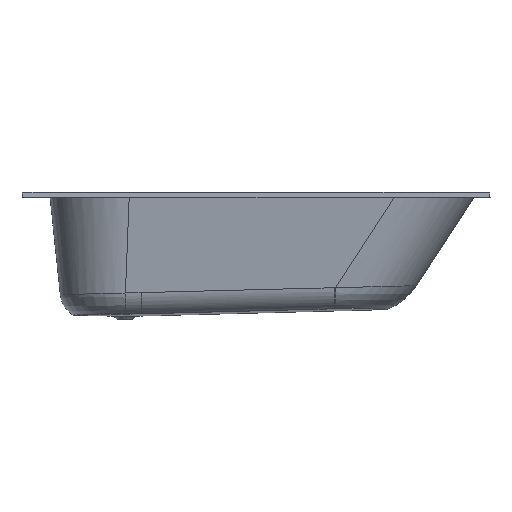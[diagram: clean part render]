
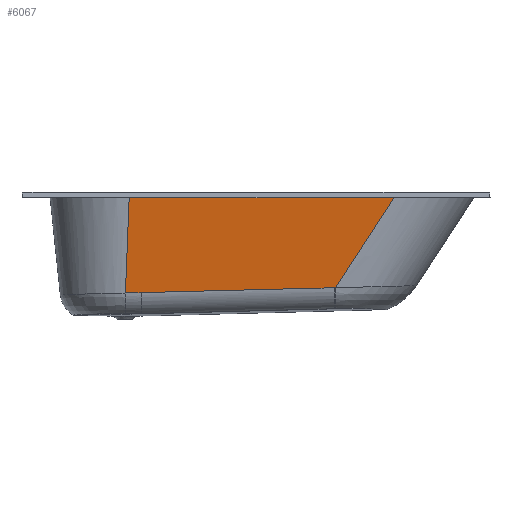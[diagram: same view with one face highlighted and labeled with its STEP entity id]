
A CAD part, front view. The second image highlights one B-rep face of the part: STEP entity #6067.
In plain terms, the highlighted planar face has unit normal (0, 0.993, 0.122).
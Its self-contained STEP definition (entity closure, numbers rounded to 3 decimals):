
#990=CARTESIAN_POINT('',(-461.255,-289.537,
-10.498));
#1452=CARTESIAN_POINT('',(289.776,-248.183,
-347.298));
#1522=CARTESIAN_POINT('',(-475.311,-245.812,
-366.609));
#1523=CARTESIAN_POINT('',(-474.716,-245.814,
-366.594));
#1524=CARTESIAN_POINT('',(-473.524,-245.818,
-366.564));
#1525=CARTESIAN_POINT('',(-471.738,-245.823,
-366.519));
#1526=CARTESIAN_POINT('',(-469.951,-245.829,
-366.474));
#1527=CARTESIAN_POINT('',(-467.569,-245.836,
-366.413));
#1528=CARTESIAN_POINT('',(-464.591,-245.845,
-366.338));
#1529=CARTESIAN_POINT('',(-459.827,-245.86,
-366.218));
#1530=CARTESIAN_POINT('',(-453.871,-245.879,
-366.068));
#1531=CARTESIAN_POINT('',(-444.342,-245.908,
-365.827));
#1532=CARTESIAN_POINT('',(-432.431,-245.945,
-365.527));
#1533=CARTESIAN_POINT('',(-422.902,-245.975,
-365.286));
#1534=CARTESIAN_POINT('',(-418.138,-245.989,
-365.166));
#1536=DIRECTION('',(1.,-0.003,0.025));
#1537=VECTOR('',#1536,702.489);
#1538=CARTESIAN_POINT('',(-418.138,-245.989,
-365.166));
#1539=LINE('',#1538,#1537);
#1540=CARTESIAN_POINT('',(284.124,-248.166,
-347.441));
#1541=CARTESIAN_POINT('',(286.008,-248.172,
-347.393));
#1542=CARTESIAN_POINT('',(287.892,-248.177,
-347.345));
#1543=CARTESIAN_POINT('',(289.776,-248.183,
-347.298));
#1545=DIRECTION('',(-0.541,0.103,-0.835));
#1546=VECTOR('',#1545,403.347);
#1547=CARTESIAN_POINT('',(507.825,-289.537,
-10.499));
#1548=LINE('',#1547,#1546);
#1549=DIRECTION('',(1.,0.,0.));
#1550=VECTOR('',#1549,969.08);
#1551=CARTESIAN_POINT('',(-461.255,-289.537,
-10.498));
#1552=LINE('',#1551,#1550);
#1553=DIRECTION('',(0.039,-0.122,0.992));
#1554=VECTOR('',#1553,359.06);
#1555=CARTESIAN_POINT('',(-475.311,-245.812,
-366.609));
#1556=LINE('',#1555,#1554);
#2964=VERTEX_POINT('',#990);
#2965=CARTESIAN_POINT('',(507.825,-289.537,
-10.498));
#2966=VERTEX_POINT('',#2965);
#2980=VERTEX_POINT('',#1452);
#2981=VERTEX_POINT('',#1522);
#2982=VERTEX_POINT('',#1534);
#2983=CARTESIAN_POINT('',(284.124,-248.166,
-347.441));
#2984=VERTEX_POINT('',#2983);
#6050=CARTESIAN_POINT('',(16.223,-268.169,
-184.527));
#6051=DIRECTION('',(0.,0.993,0.122));
#6052=DIRECTION('',(1.,-0.001,0.008));
#6053=AXIS2_PLACEMENT_3D('',#6050,#6051,#6052);
#6054=PLANE('',#6053);
#6056=ORIENTED_EDGE('',*,*,#6055,.T.);
#6058=ORIENTED_EDGE('',*,*,#6057,.T.);
#6060=ORIENTED_EDGE('',*,*,#6059,.T.);
#6061=ORIENTED_EDGE('',*,*,#6041,.F.);
#6062=ORIENTED_EDGE('',*,*,#4161,.F.);
#6064=ORIENTED_EDGE('',*,*,#6063,.F.);
#6065=EDGE_LOOP('',(#6056,#6058,#6060,#6061,#6062,#6064));
#6066=FACE_OUTER_BOUND('',#6065,.F.);
#6067=ADVANCED_FACE('',(#6066),#6054,.T.);
#1535=B_SPLINE_CURVE_WITH_KNOTS('',3,(#1522,#1523,#1524,#1525,#1526,#1527,#1528,
#1529,#1530,#1531,#1532,#1533,#1534),.UNSPECIFIED.,.F.,.F.,(4,1,1,1,1,1,1,1,1,1,
4),(0.,0.031,0.062,0.094,
0.125,0.187,0.25,0.375,0.5,
0.75,1.),.UNSPECIFIED.);
#1544=B_SPLINE_CURVE_WITH_KNOTS('',3,(#1540,#1541,#1542,#1543),.UNSPECIFIED.,
.F.,.F.,(4,4),(0.,1.),.UNSPECIFIED.);
#4161=EDGE_CURVE('',#2964,#2966,#1552,.T.);
#6041=EDGE_CURVE('',#2966,#2980,#1548,.T.);
#6055=EDGE_CURVE('',#2981,#2982,#1535,.T.);
#6057=EDGE_CURVE('',#2982,#2984,#1539,.T.);
#6059=EDGE_CURVE('',#2984,#2980,#1544,.T.);
#6063=EDGE_CURVE('',#2981,#2964,#1556,.T.);
